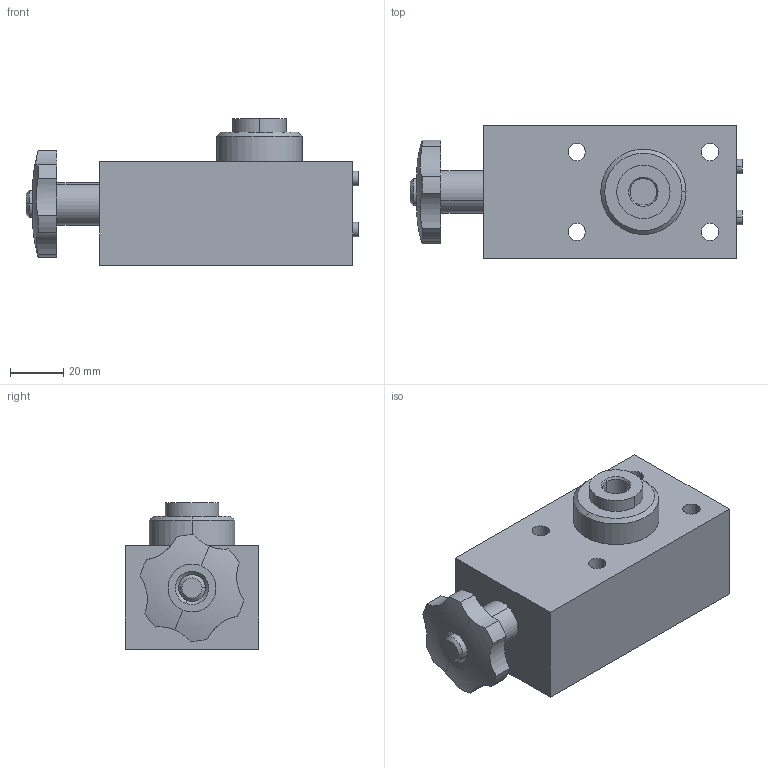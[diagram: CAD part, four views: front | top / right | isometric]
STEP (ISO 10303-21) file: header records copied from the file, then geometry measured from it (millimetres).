
FILE_DESCRIPTION (( 'STEP AP203' ), '1' );
FILE_NAME ('cp300-10050.STEP', '2023-06-15T07:13:27', ( '' ), ( '' ), 'SwSTEP 2.0', 'SolidWorks 2021', '' );
FILE_SCHEMA (( 'CONFIG_CONTROL_DESIGN' ));
Length unit declared in the file: millimetre
Products named in the file (4): cp300-10050_02; cp300-10050_03; cp300-10050_01; cp300-10050
Assembly tree (3 placements, depth 2):
  cp300-10050
    cp300-10050_01
    cp300-10050_02
    cp300-10050_03
Bounding box: 124.58 x 50 x 55 mm (x, y, z)
Volume: 194180.4 mm3; surface area: 42792.2 mm2
Topology: 3 solids, 3 shells, 101 faces, 235 edges, 151 vertices
Faces by surface type: cylinder 47, plane 40, cone 12, torus 2
Entity records: 3530 total; most frequent: CARTESIAN_POINT 751, DIRECTION 526, ORIENTED_EDGE 470, EDGE_CURVE 235, AXIS2_PLACEMENT_3D 206, VERTEX_POINT 151, EDGE_LOOP 122, LINE 114
